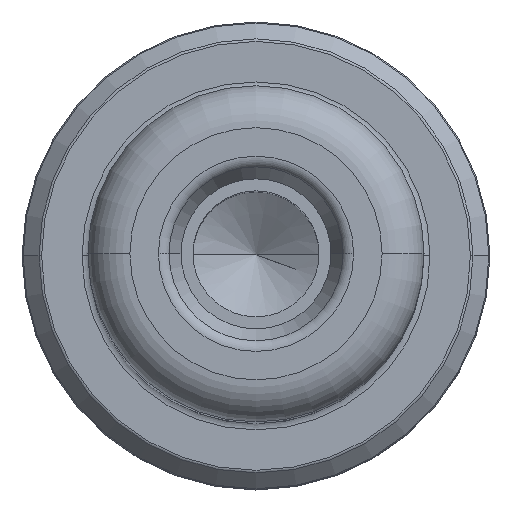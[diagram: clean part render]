
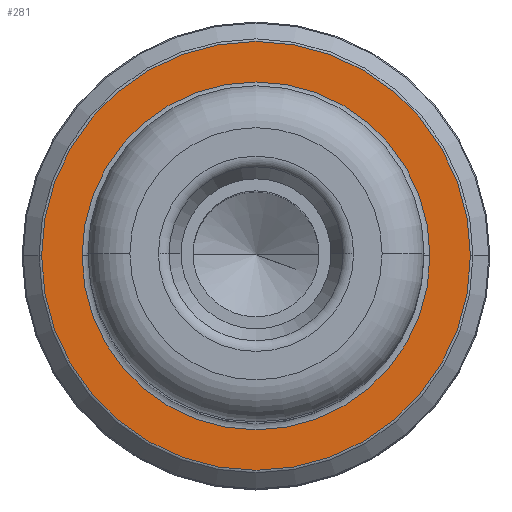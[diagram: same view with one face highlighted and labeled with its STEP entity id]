
A CAD part, top view. The second image highlights one B-rep face of the part: STEP entity #281.
In plain terms, the highlighted planar face has unit normal (0, 0, 1).
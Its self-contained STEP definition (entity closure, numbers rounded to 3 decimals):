
#18 = FACE_BOUND ( 'NONE', #1615, .T. ) ;
#73 = EDGE_LOOP ( 'NONE', ( #1190, #901 ) ) ;
#185 = DIRECTION ( 'NONE',  ( 1., 0., 0. ) ) ;
#281 = ADVANCED_FACE ( 'NONE', ( #18, #1263 ), #626, .T. ) ;
#392 = DIRECTION ( 'NONE',  ( 0., 0., 1. ) ) ;
#526 = VERTEX_POINT ( 'NONE', #1306 ) ;
#560 = AXIS2_PLACEMENT_3D ( 'NONE', #645, #1856, #2982 ) ;
#626 = PLANE ( 'NONE',  #560 ) ;
#645 = CARTESIAN_POINT ( 'NONE',  ( 0., 0., 30. ) ) ;
#836 = EDGE_CURVE ( 'NONE', #3122, #3766, #2589, .T. ) ;
#843 = CIRCLE ( 'NONE', #3417, 14.5 ) ;
#901 = ORIENTED_EDGE ( 'NONE', *, *, #1538, .T. ) ;
#916 = AXIS2_PLACEMENT_3D ( 'NONE', #3881, #3535, #3234 ) ;
#988 = CIRCLE ( 'NONE', #3178, 17.876 ) ;
#1074 = CARTESIAN_POINT ( 'NONE',  ( 0., 0., 30. ) ) ;
#1190 = ORIENTED_EDGE ( 'NONE', *, *, #1931, .T. ) ;
#1263 = FACE_OUTER_BOUND ( 'NONE', #73, .T. ) ;
#1306 = CARTESIAN_POINT ( 'NONE',  ( 17.876, 0., 30. ) ) ;
#1395 = DIRECTION ( 'NONE',  ( 0., 0., 1. ) ) ;
#1400 = DIRECTION ( 'NONE',  ( 0., 0., -1. ) ) ;
#1412 = AXIS2_PLACEMENT_3D ( 'NONE', #1074, #392, #2262 ) ;
#1538 = EDGE_CURVE ( 'NONE', #2282, #526, #3085, .T. ) ;
#1615 = EDGE_LOOP ( 'NONE', ( #2636, #3403 ) ) ;
#1856 = DIRECTION ( 'NONE',  ( 0., 0., 1. ) ) ;
#1931 = EDGE_CURVE ( 'NONE', #526, #2282, #988, .T. ) ;
#2101 = CARTESIAN_POINT ( 'NONE',  ( -14.5, 0., 30. ) ) ;
#2262 = DIRECTION ( 'NONE',  ( 1., 0., 0. ) ) ;
#2282 = VERTEX_POINT ( 'NONE', #3622 ) ;
#2447 = EDGE_CURVE ( 'NONE', #3766, #3122, #843, .T. ) ;
#2457 = CARTESIAN_POINT ( 'NONE',  ( 0., 0., 30. ) ) ;
#2589 = CIRCLE ( 'NONE', #916, 14.5 ) ;
#2636 = ORIENTED_EDGE ( 'NONE', *, *, #2447, .T. ) ;
#2982 = DIRECTION ( 'NONE',  ( 1., 0., 0. ) ) ;
#3085 = CIRCLE ( 'NONE', #1412, 17.876 ) ;
#3122 = VERTEX_POINT ( 'NONE', #3132 ) ;
#3132 = CARTESIAN_POINT ( 'NONE',  ( 14.5, 0., 30. ) ) ;
#3178 = AXIS2_PLACEMENT_3D ( 'NONE', #2457, #1395, #185 ) ;
#3234 = DIRECTION ( 'NONE',  ( -1., 0., 0. ) ) ;
#3403 = ORIENTED_EDGE ( 'NONE', *, *, #836, .T. ) ;
#3417 = AXIS2_PLACEMENT_3D ( 'NONE', #3428, #1400, #3772 ) ;
#3428 = CARTESIAN_POINT ( 'NONE',  ( 0., 0., 30. ) ) ;
#3535 = DIRECTION ( 'NONE',  ( 0., 0., -1. ) ) ;
#3622 = CARTESIAN_POINT ( 'NONE',  ( -17.876, 0., 30. ) ) ;
#3766 = VERTEX_POINT ( 'NONE', #2101 ) ;
#3772 = DIRECTION ( 'NONE',  ( -1., 0., 0. ) ) ;
#3881 = CARTESIAN_POINT ( 'NONE',  ( 0., 0., 30. ) ) ;
